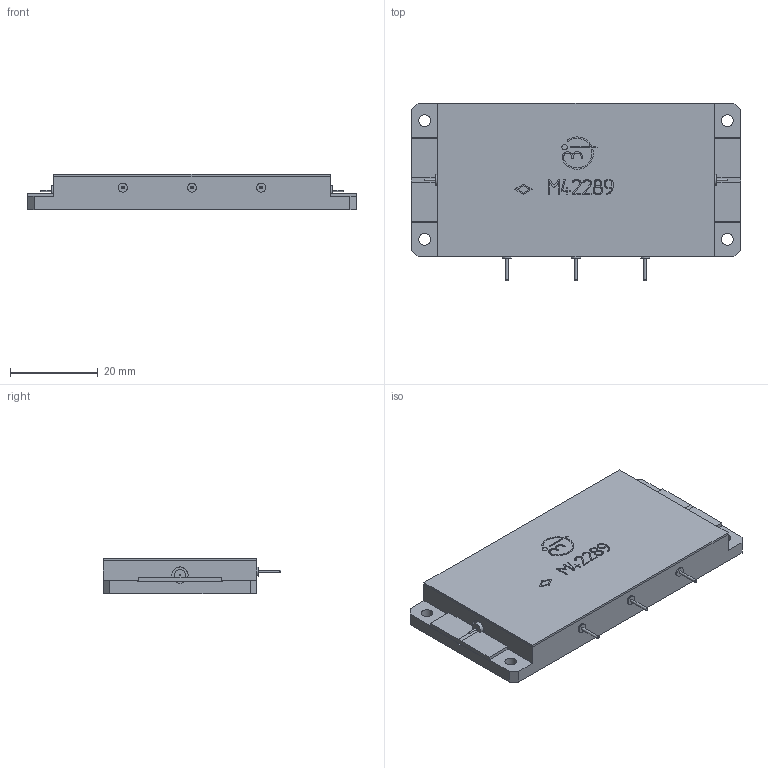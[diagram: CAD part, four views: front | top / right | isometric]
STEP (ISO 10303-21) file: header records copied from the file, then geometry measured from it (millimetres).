
FILE_DESCRIPTION(('STEP AP242'), '1');
FILE_NAME('Ì42289', '', ('UNSPECIFIED'), ('UNSPECIFIED'), 'C3D Converter', 'C3D Toolkit', '');
FILE_SCHEMA(('AP242_MANAGED_MODEL_BASED_3D_ENGINEERING_MIM_LF { 1 0 10303 442 1 1 4 }'));
Length unit declared in the file: millimetre
Assembly tree (12 placements, depth 2):
  (unnamed)
    (unnamed)
    (unnamed)
    (unnamed)  x3
    (unnamed)  x2
    (unnamed)  x2
    (unnamed)  x2
    (unnamed)
Bounding box: 75 x 40.5 x 8 mm (x, y, z)
Volume: 11140.6 mm3; surface area: 16242.4 mm2
Topology: 12 solids, 12 shells, 516 faces, 1333 edges, 873 vertices
Faces by surface type: plane 273, extrusion 134, cylinder 89, cone 10, torus 10
Full cylindrical faces by diameter (mm): 0.39 x4, 0.4 x2, 0.6 x6, 1 x5, 1.228 x1, 1.27 x2, 1.7 x6, 2.1 x3, 2.5 x2, 2.7 x4, 2.93 x2, 3.7 x2, 3.75 x2
Entity records: 17097 total; most frequent: CARTESIAN_POINT 3521, ORIENTED_EDGE 2394, DIRECTION 1896, EDGE_CURVE 1197, VECTOR 892, VERTEX_POINT 805, LINE 758, EDGE_LOOP 538
